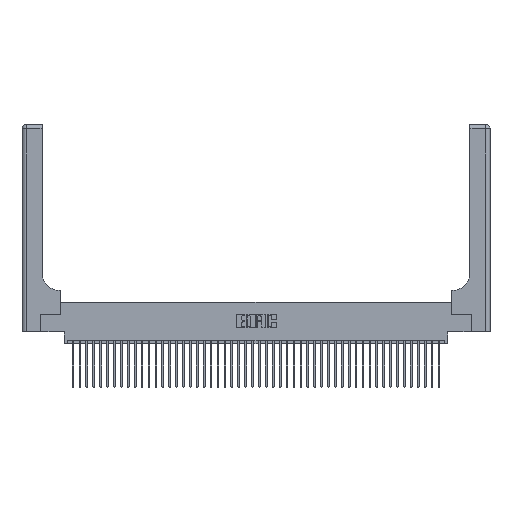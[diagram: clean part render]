
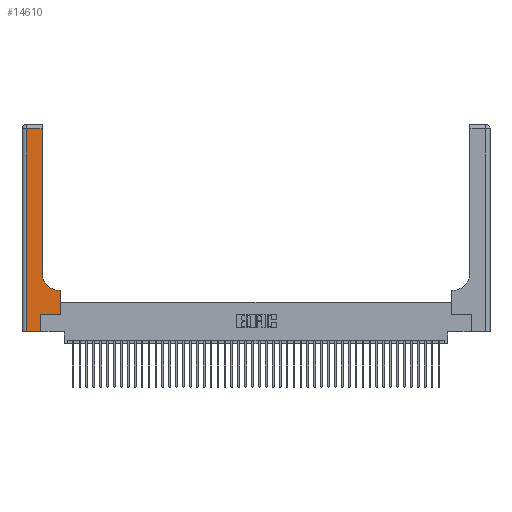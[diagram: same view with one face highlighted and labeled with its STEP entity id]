
A CAD part, top view. The second image highlights one B-rep face of the part: STEP entity #14610.
In plain terms, the highlighted planar face has unit normal (0, 0, 1).
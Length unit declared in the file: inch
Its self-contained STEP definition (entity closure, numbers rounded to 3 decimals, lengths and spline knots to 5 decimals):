
#363 = ORIENTED_EDGE ( 'NONE', *, *, #14290, .T. ) ;
#2455 = DIRECTION ( 'NONE',  ( -1., 0., 0. ) ) ;
#2982 = EDGE_CURVE ( 'NONE', #37706, #7431, #24264, .T. ) ;
#3566 = VECTOR ( 'NONE', #20432, 39.37008 ) ;
#3961 = VECTOR ( 'NONE', #27752, 39.37008 ) ;
#4750 = ORIENTED_EDGE ( 'NONE', *, *, #38354, .T. ) ;
#5035 = CARTESIAN_POINT ( 'NONE',  ( 0.5415, 0.6, 0.37 ) ) ;
#5494 = CARTESIAN_POINT ( 'NONE',  ( 0.2915, 2.94, 0.37 ) ) ;
#5835 = CARTESIAN_POINT ( 'NONE',  ( 0.5585, 0.25, 0.37 ) ) ;
#6356 = CARTESIAN_POINT ( 'NONE',  ( 0.5585, 0.6, 0.37 ) ) ;
#6614 = VECTOR ( 'NONE', #39655, 39.37008 ) ;
#7000 = VECTOR ( 'NONE', #34232, 39.37008 ) ;
#7431 = VERTEX_POINT ( 'NONE', #40506 ) ;
#7629 = FACE_OUTER_BOUND ( 'NONE', #40287, .T. ) ;
#8281 = LINE ( 'NONE', #31131, #17911 ) ;
#9130 = VERTEX_POINT ( 'NONE', #6356 ) ;
#9508 = CARTESIAN_POINT ( 'NONE',  ( 0.2915, 3., 0.37 ) ) ;
#9741 = VERTEX_POINT ( 'NONE', #5835 ) ;
#9837 = ORIENTED_EDGE ( 'NONE', *, *, #41938, .T. ) ;
#11880 = VERTEX_POINT ( 'NONE', #5494 ) ;
#12457 = CARTESIAN_POINT ( 'NONE',  ( 0.06, 2.94, 0.37 ) ) ;
#12739 = LINE ( 'NONE', #22514, #29606 ) ;
#14290 = EDGE_CURVE ( 'NONE', #9741, #9130, #12739, .T. ) ;
#14610 = ADVANCED_FACE ( 'NONE', ( #7629 ), #34460, .F. ) ;
#15381 = CARTESIAN_POINT ( 'NONE',  ( 0.269, 0., 0.37 ) ) ;
#15443 = ORIENTED_EDGE ( 'NONE', *, *, #43900, .T. ) ;
#15621 = VECTOR ( 'NONE', #45346, 39.37008 ) ;
#16682 = VECTOR ( 'NONE', #36827, 39.37008 ) ;
#16757 = LINE ( 'NONE', #41820, #15621 ) ;
#17582 = CARTESIAN_POINT ( 'NONE',  ( 0.5415, 0.85, 0.37 ) ) ;
#17911 = VECTOR ( 'NONE', #23943, 39.37008 ) ;
#20388 = EDGE_CURVE ( 'NONE', #7431, #9741, #8281, .T. ) ;
#20422 = EDGE_CURVE ( 'NONE', #29095, #37706, #16757, .T. ) ;
#20432 = DIRECTION ( 'NONE',  ( 0., 1., 0. ) ) ;
#21216 = DIRECTION ( 'NONE',  ( 1., 0., 0. ) ) ;
#22433 = LINE ( 'NONE', #36132, #6614 ) ;
#22514 = CARTESIAN_POINT ( 'NONE',  ( 0.5585, 0.25, 0.37 ) ) ;
#23498 = ORIENTED_EDGE ( 'NONE', *, *, #2982, .T. ) ;
#23943 = DIRECTION ( 'NONE',  ( 1., 0., 0. ) ) ;
#24037 = DIRECTION ( 'NONE',  ( 0., 0., -1. ) ) ;
#24174 = CARTESIAN_POINT ( 'NONE',  ( 0.269, 0., 0.37 ) ) ;
#24264 = LINE ( 'NONE', #24174, #3961 ) ;
#25795 = EDGE_CURVE ( 'NONE', #39222, #29095, #22433, .T. ) ;
#27350 = LINE ( 'NONE', #39911, #16682 ) ;
#27417 = ORIENTED_EDGE ( 'NONE', *, *, #20422, .T. ) ;
#27752 = DIRECTION ( 'NONE',  ( 0., 1., 0. ) ) ;
#28494 = ORIENTED_EDGE ( 'NONE', *, *, #20388, .T. ) ;
#28579 = AXIS2_PLACEMENT_3D ( 'NONE', #17582, #42378, #21216 ) ;
#29095 = VERTEX_POINT ( 'NONE', #38542 ) ;
#29145 = AXIS2_PLACEMENT_3D ( 'NONE', #45149, #24037, #2455 ) ;
#29606 = VECTOR ( 'NONE', #40123, 39.37008 ) ;
#30687 = CARTESIAN_POINT ( 'NONE',  ( 0.2915, 0.6, 0.37 ) ) ;
#31125 = LINE ( 'NONE', #9508, #3566 ) ;
#31131 = CARTESIAN_POINT ( 'NONE',  ( 0.269, 0.25, 0.37 ) ) ;
#31734 = ORIENTED_EDGE ( 'NONE', *, *, #39274, .T. ) ;
#33647 = VERTEX_POINT ( 'NONE', #46081 ) ;
#34232 = DIRECTION ( 'NONE',  ( -1., 0., 0. ) ) ;
#34460 = PLANE ( 'NONE',  #29145 ) ;
#35097 = VERTEX_POINT ( 'NONE', #5035 ) ;
#35589 = LINE ( 'NONE', #30687, #7000 ) ;
#36132 = CARTESIAN_POINT ( 'NONE',  ( 0.06, 3., 0.37 ) ) ;
#36827 = DIRECTION ( 'NONE',  ( -1., 0., 0. ) ) ;
#37706 = VERTEX_POINT ( 'NONE', #15381 ) ;
#38354 = EDGE_CURVE ( 'NONE', #11880, #39222, #27350, .T. ) ;
#38542 = CARTESIAN_POINT ( 'NONE',  ( 0.06, 0., 0.37 ) ) ;
#39222 = VERTEX_POINT ( 'NONE', #12457 ) ;
#39274 = EDGE_CURVE ( 'NONE', #9130, #35097, #35589, .T. ) ;
#39655 = DIRECTION ( 'NONE',  ( 0., -1., 0. ) ) ;
#39911 = CARTESIAN_POINT ( 'NONE',  ( 0., 2.94, 0.37 ) ) ;
#40123 = DIRECTION ( 'NONE',  ( 0., 1., 0. ) ) ;
#40287 = EDGE_LOOP ( 'NONE', ( #9837, #4750, #45926, #27417, #23498, #28494, #363, #31734, #15443 ) ) ;
#40506 = CARTESIAN_POINT ( 'NONE',  ( 0.269, 0.25, 0.37 ) ) ;
#41820 = CARTESIAN_POINT ( 'NONE',  ( 0., 0., 0.37 ) ) ;
#41938 = EDGE_CURVE ( 'NONE', #33647, #11880, #31125, .T. ) ;
#42378 = DIRECTION ( 'NONE',  ( 0., 0., -1. ) ) ;
#43607 = CIRCLE ( 'NONE', #28579, 0.25 ) ;
#43900 = EDGE_CURVE ( 'NONE', #35097, #33647, #43607, .T. ) ;
#45149 = CARTESIAN_POINT ( 'NONE',  ( 0., 3., 0.37 ) ) ;
#45346 = DIRECTION ( 'NONE',  ( 1., 0., 0. ) ) ;
#45926 = ORIENTED_EDGE ( 'NONE', *, *, #25795, .T. ) ;
#46081 = CARTESIAN_POINT ( 'NONE',  ( 0.2915, 0.85, 0.37 ) ) ;
